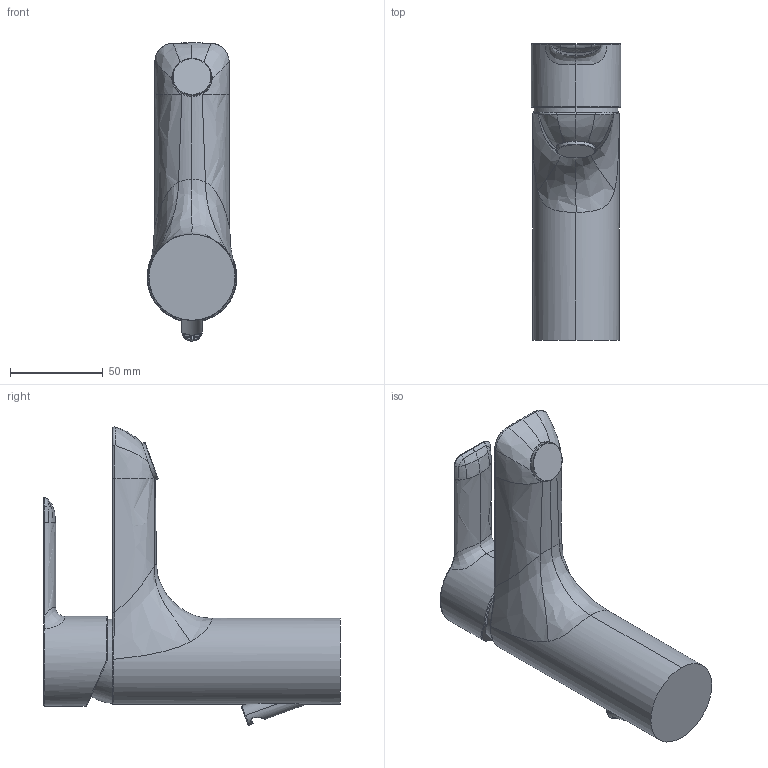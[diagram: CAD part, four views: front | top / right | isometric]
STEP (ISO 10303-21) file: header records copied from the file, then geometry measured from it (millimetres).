
FILE_DESCRIPTION (( 'STEP AP203' ), '1' );
FILE_NAME ('06092203.STEP', '2018-01-23T08:10:52', ( '' ), ( '' ), 'SwSTEP 2.0', 'SolidWorks 2016', '' );
FILE_SCHEMA (( 'CONFIG_CONTROL_DESIGN' ));
Length unit declared in the file: millimetre
Products named in the file (1): 06092203
Bounding box: 48.5 x 160.2 x 161.07 mm (x, y, z)
Volume: 367768.8 mm3; surface area: 44333.8 mm2
Topology: 1 solids, 2 shells, 114 faces, 282 edges, 174 vertices
Faces by surface type: bspline 82, cylinder 19, plane 9, torus 4
Entity records: 12429 total; most frequent: CARTESIAN_POINT 10333, ORIENTED_EDGE 564, EDGE_CURVE 282, B_SPLINE_CURVE_WITH_KNOTS 207, VERTEX_POINT 174, DIRECTION 165, EDGE_LOOP 118, ADVANCED_FACE 114
